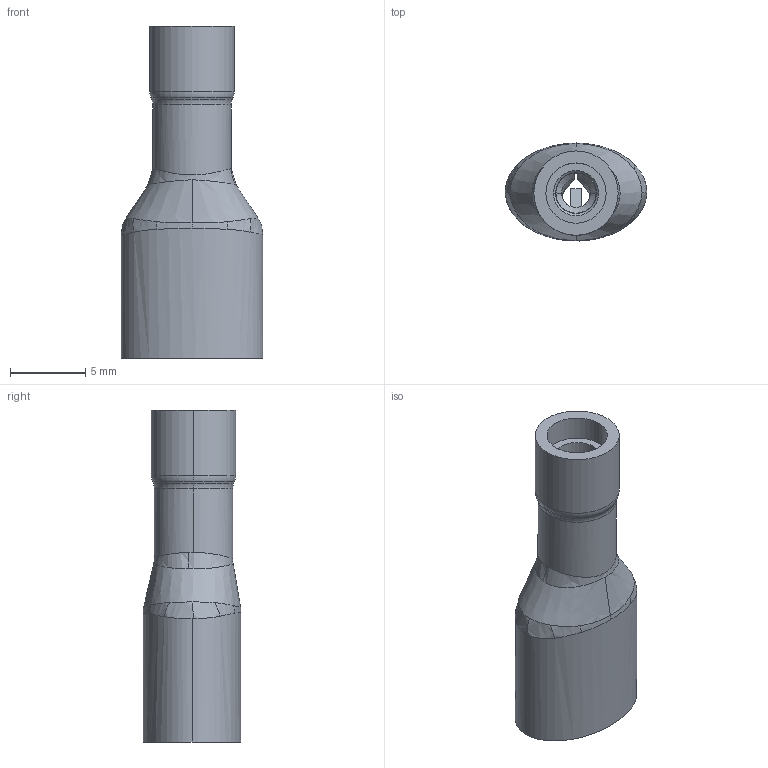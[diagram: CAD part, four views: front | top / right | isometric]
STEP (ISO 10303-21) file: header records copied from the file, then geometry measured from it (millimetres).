
FILE_DESCRIPTION (( 'STEP AP203' ), '1' );
FILE_NAME ('00191.STEP', '2024-09-05T08:27:13', ( '' ), ( '' ), 'SwSTEP 2.0', 'SolidWorks 2022', '' );
FILE_SCHEMA (( 'CONFIG_CONTROL_DESIGN' ));
Length unit declared in the file: millimetre
Products named in the file (1): 00191
Bounding box: 9.4 x 6.5 x 22.05 mm (x, y, z)
Volume: 401 mm3; surface area: 1257.3 mm2
Topology: 1 solids, 1 shells, 135 faces, 420 edges, 292 vertices
Faces by surface type: plane 47, cylinder 42, bspline 31, cone 11, torus 4
Entity records: 6577 total; most frequent: CARTESIAN_POINT 3109, ORIENTED_EDGE 816, DIRECTION 577, EDGE_CURVE 408, VERTEX_POINT 268, AXIS2_PLACEMENT_3D 206, LINE 165, VECTOR 165
